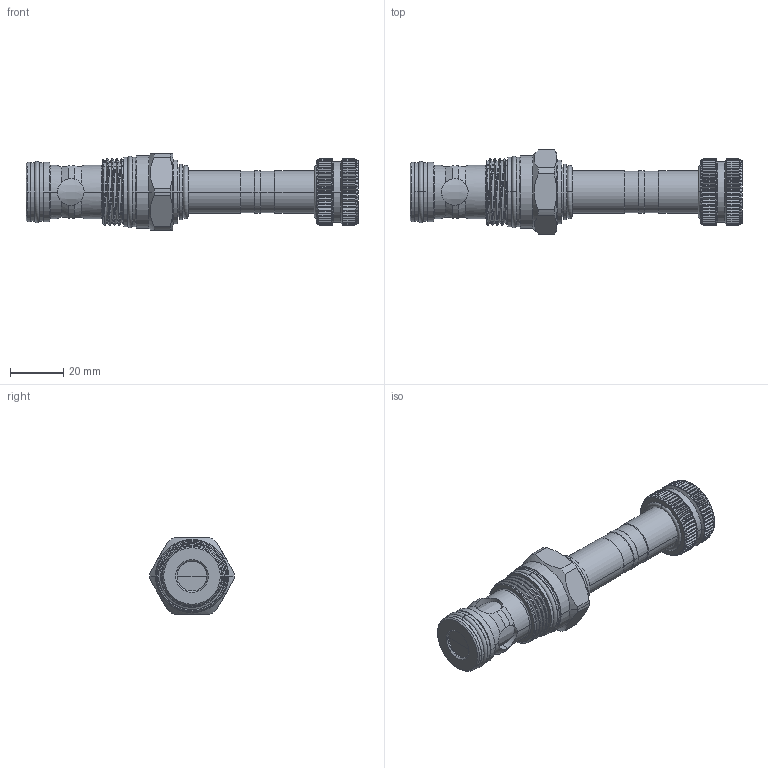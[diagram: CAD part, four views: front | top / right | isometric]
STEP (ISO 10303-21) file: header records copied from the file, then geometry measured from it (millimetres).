
FILE_DESCRIPTION (( 'STEP AP203' ), '1' );
FILE_NAME ('EP05A2C03N05.STEP', '2025-04-18T03:58:39', ( '' ), ( '' ), 'SwSTEP 2.0', 'SolidWorks 2018', '' );
FILE_SCHEMA (( 'CONFIG_CONTROL_DESIGN' ));
Length unit declared in the file: millimetre
Products named in the file (1): EP05A2C03N05
Bounding box: 124.55 x 31.6 x 28.57 mm (x, y, z)
Volume: 43045.9 mm3; surface area: 12115.2 mm2
Topology: 2 solids, 2 shells, 960 faces, 2541 edges, 1602 vertices
Faces by surface type: cylinder 410, plane 352, cone 175, torus 16, bspline 5, sphere 2
Entity records: 34933 total; most frequent: CARTESIAN_POINT 12180, ORIENTED_EDGE 5068, DIRECTION 4443, EDGE_CURVE 2534, AXIS2_PLACEMENT_3D 1774, VERTEX_POINT 1599, EDGE_LOOP 981, ADVANCED_FACE 960
